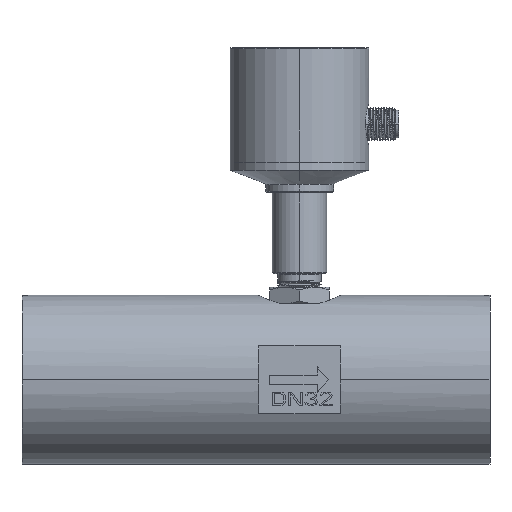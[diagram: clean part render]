
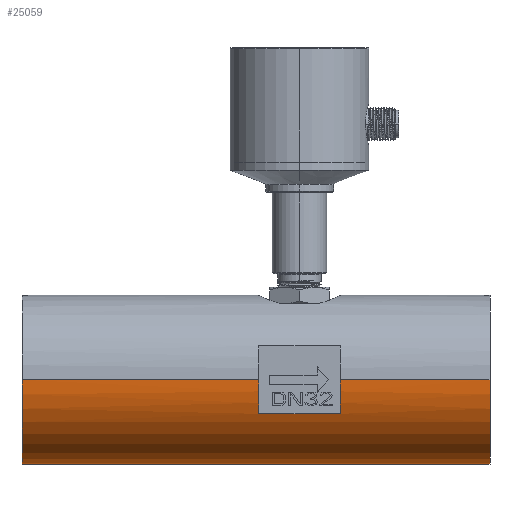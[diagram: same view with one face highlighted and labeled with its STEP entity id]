
A CAD part, left-side view. The second image highlights one B-rep face of the part: STEP entity #25059.
In plain terms, the highlighted cylindrical face has radius 31 mm (diameter 62 mm), a partial arc.
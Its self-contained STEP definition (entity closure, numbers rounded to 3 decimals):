
#424 = CIRCLE ( 'NONE', #30229, 31. ) ;
#663 = DIRECTION ( 'NONE',  ( 1., 0., 0. ) ) ;
#1410 = CIRCLE ( 'NONE', #27100, 31. ) ;
#1990 = EDGE_CURVE ( 'NONE', #7842, #2403, #1410, .T. ) ;
#2171 = CARTESIAN_POINT ( 'NONE',  ( 172., 0., 0. ) ) ;
#2209 = ORIENTED_EDGE ( 'NONE', *, *, #23538, .T. ) ;
#2403 = VERTEX_POINT ( 'NONE', #28860 ) ;
#2511 = CIRCLE ( 'NONE', #4754, 31. ) ;
#2514 = AXIS2_PLACEMENT_3D ( 'NONE', #2171, #23413, #23546 ) ;
#3347 = CARTESIAN_POINT ( 'NONE',  ( 117., 31., 0. ) ) ;
#3466 = LINE ( 'NONE', #30701, #34064 ) ;
#3848 = CARTESIAN_POINT ( 'NONE',  ( 87., 28.368, 12.5 ) ) ;
#3876 = ORIENTED_EDGE ( 'NONE', *, *, #15808, .T. ) ;
#4380 = VERTEX_POINT ( 'NONE', #29025 ) ;
#4754 = AXIS2_PLACEMENT_3D ( 'NONE', #18540, #27559, #21382 ) ;
#4878 = ORIENTED_EDGE ( 'NONE', *, *, #34933, .T. ) ;
#5364 = CARTESIAN_POINT ( 'NONE',  ( 87., 28.368, 12.5 ) ) ;
#5543 = CIRCLE ( 'NONE', #38741, 31. ) ;
#7842 = VERTEX_POINT ( 'NONE', #29727 ) ;
#8053 = DIRECTION ( 'NONE',  ( 0., -0.915, 0.403 ) ) ;
#8171 = DIRECTION ( 'NONE',  ( 1., 0., 0. ) ) ;
#8487 = CIRCLE ( 'NONE', #2514, 31. ) ;
#8504 = ORIENTED_EDGE ( 'NONE', *, *, #9407, .F. ) ;
#9307 = VERTEX_POINT ( 'NONE', #21623 ) ;
#9317 = VERTEX_POINT ( 'NONE', #18525 ) ;
#9406 = VERTEX_POINT ( 'NONE', #19053 ) ;
#9407 = EDGE_CURVE ( 'NONE', #15187, #4380, #21573, .T. ) ;
#10075 = DIRECTION ( 'NONE',  ( -1., 0., 0. ) ) ;
#10113 = EDGE_CURVE ( 'NONE', #30789, #14807, #38720, .T. ) ;
#10373 = ORIENTED_EDGE ( 'NONE', *, *, #18586, .T. ) ;
#10581 = ORIENTED_EDGE ( 'NONE', *, *, #27075, .T. ) ;
#11503 = CARTESIAN_POINT ( 'NONE',  ( 117., 0., 0. ) ) ;
#12840 = DIRECTION ( 'NONE',  ( 1., 0., 0. ) ) ;
#13020 = EDGE_CURVE ( 'NONE', #9406, #9307, #8487, .T. ) ;
#13555 = CIRCLE ( 'NONE', #30193, 31. ) ;
#13719 = EDGE_CURVE ( 'NONE', #9317, #2403, #14171, .T. ) ;
#14171 = LINE ( 'NONE', #37822, #37576 ) ;
#14258 = VECTOR ( 'NONE', #12840, 1000. ) ;
#14807 = VERTEX_POINT ( 'NONE', #15537 ) ;
#15187 = VERTEX_POINT ( 'NONE', #5364 ) ;
#15370 = CARTESIAN_POINT ( 'NONE',  ( 0., -31., 0. ) ) ;
#15537 = CARTESIAN_POINT ( 'NONE',  ( 87., 31., 0. ) ) ;
#15808 = EDGE_CURVE ( 'NONE', #30789, #33211, #13555, .T. ) ;
#15814 = CARTESIAN_POINT ( 'NONE',  ( -8.6, 0., 0. ) ) ;
#15957 = CARTESIAN_POINT ( 'NONE',  ( 0., 0., 0. ) ) ;
#16240 = DIRECTION ( 'NONE',  ( 1., 0., 0. ) ) ;
#17478 = VECTOR ( 'NONE', #33985, 1000. ) ;
#17933 = LINE ( 'NONE', #27846, #17478 ) ;
#18525 = CARTESIAN_POINT ( 'NONE',  ( 117., -28.368, 12.5 ) ) ;
#18540 = CARTESIAN_POINT ( 'NONE',  ( 87., 0., 0. ) ) ;
#18586 = EDGE_CURVE ( 'NONE', #33211, #7842, #3466, .T. ) ;
#19053 = CARTESIAN_POINT ( 'NONE',  ( 172., -31., 0. ) ) ;
#19173 = VECTOR ( 'NONE', #28309, 1000. ) ;
#20977 = ORIENTED_EDGE ( 'NONE', *, *, #23624, .T. ) ;
#21072 = VECTOR ( 'NONE', #16240, 1000. ) ;
#21274 = ORIENTED_EDGE ( 'NONE', *, *, #13020, .T. ) ;
#21382 = DIRECTION ( 'NONE',  ( 0., 0.915, 0.403 ) ) ;
#21466 = EDGE_CURVE ( 'NONE', #24179, #9307, #39583, .T. ) ;
#21573 = LINE ( 'NONE', #3848, #19173 ) ;
#21623 = CARTESIAN_POINT ( 'NONE',  ( 172., 31., 0. ) ) ;
#22111 = VERTEX_POINT ( 'NONE', #34807 ) ;
#22704 = CYLINDRICAL_SURFACE ( 'NONE', #23706, 31. ) ;
#23413 = DIRECTION ( 'NONE',  ( -1., 0., 0. ) ) ;
#23538 = EDGE_CURVE ( 'NONE', #9317, #22111, #5543, .T. ) ;
#23546 = DIRECTION ( 'NONE',  ( 0., -1., 0. ) ) ;
#23579 = DIRECTION ( 'NONE',  ( 1., 0., 0. ) ) ;
#23624 = EDGE_CURVE ( 'NONE', #22111, #9406, #17933, .T. ) ;
#23706 = AXIS2_PLACEMENT_3D ( 'NONE', #15814, #37441, #37578 ) ;
#24179 = VERTEX_POINT ( 'NONE', #3347 ) ;
#25059 = ADVANCED_FACE ( 'NONE', ( #32255 ), #22704, .T. ) ;
#25252 = DIRECTION ( 'NONE',  ( 0., 1., 0. ) ) ;
#25603 = EDGE_LOOP ( 'NONE', ( #36415, #2209, #20977, #21274, #34940, #4878, #8504, #10581, #31340, #3876, #10373, #30051 ) ) ;
#26790 = CARTESIAN_POINT ( 'NONE',  ( 117., 0., 0. ) ) ;
#27075 = EDGE_CURVE ( 'NONE', #15187, #14807, #2511, .T. ) ;
#27100 = AXIS2_PLACEMENT_3D ( 'NONE', #36336, #35946, #29709 ) ;
#27559 = DIRECTION ( 'NONE',  ( -1., 0., 0. ) ) ;
#27846 = CARTESIAN_POINT ( 'NONE',  ( 117., -31., 0. ) ) ;
#28309 = DIRECTION ( 'NONE',  ( 1., 0., 0. ) ) ;
#28860 = CARTESIAN_POINT ( 'NONE',  ( 87., -28.368, 12.5 ) ) ;
#29025 = CARTESIAN_POINT ( 'NONE',  ( 117., 28.368, 12.5 ) ) ;
#29595 = DIRECTION ( 'NONE',  ( 0., 1., 0. ) ) ;
#29709 = DIRECTION ( 'NONE',  ( 0., -1., 0. ) ) ;
#29727 = CARTESIAN_POINT ( 'NONE',  ( 87., -31., 0. ) ) ;
#30051 = ORIENTED_EDGE ( 'NONE', *, *, #1990, .T. ) ;
#30193 = AXIS2_PLACEMENT_3D ( 'NONE', #15957, #663, #25252 ) ;
#30229 = AXIS2_PLACEMENT_3D ( 'NONE', #11503, #8171, #29595 ) ;
#30448 = DIRECTION ( 'NONE',  ( 1., 0., 0. ) ) ;
#30701 = CARTESIAN_POINT ( 'NONE',  ( 0., -31., 0. ) ) ;
#30789 = VERTEX_POINT ( 'NONE', #33840 ) ;
#31340 = ORIENTED_EDGE ( 'NONE', *, *, #10113, .F. ) ;
#32255 = FACE_OUTER_BOUND ( 'NONE', #25603, .T. ) ;
#33211 = VERTEX_POINT ( 'NONE', #15370 ) ;
#33840 = CARTESIAN_POINT ( 'NONE',  ( 0., 31., 0. ) ) ;
#33985 = DIRECTION ( 'NONE',  ( 1., 0., 0. ) ) ;
#34064 = VECTOR ( 'NONE', #30448, 1000. ) ;
#34592 = CARTESIAN_POINT ( 'NONE',  ( 0., 31., 0. ) ) ;
#34807 = CARTESIAN_POINT ( 'NONE',  ( 117., -31., 0. ) ) ;
#34933 = EDGE_CURVE ( 'NONE', #24179, #4380, #424, .T. ) ;
#34940 = ORIENTED_EDGE ( 'NONE', *, *, #21466, .F. ) ;
#35946 = DIRECTION ( 'NONE',  ( -1., 0., 0. ) ) ;
#36336 = CARTESIAN_POINT ( 'NONE',  ( 87., 0., 0. ) ) ;
#36415 = ORIENTED_EDGE ( 'NONE', *, *, #13719, .F. ) ;
#37139 = CARTESIAN_POINT ( 'NONE',  ( 117., 31., 0. ) ) ;
#37441 = DIRECTION ( 'NONE',  ( 1., 0., 0. ) ) ;
#37576 = VECTOR ( 'NONE', #10075, 1000. ) ;
#37578 = DIRECTION ( 'NONE',  ( 0., -1., 0. ) ) ;
#37822 = CARTESIAN_POINT ( 'NONE',  ( 117., -28.368, 12.5 ) ) ;
#38720 = LINE ( 'NONE', #34592, #21072 ) ;
#38741 = AXIS2_PLACEMENT_3D ( 'NONE', #26790, #23579, #8053 ) ;
#39583 = LINE ( 'NONE', #37139, #14258 ) ;
